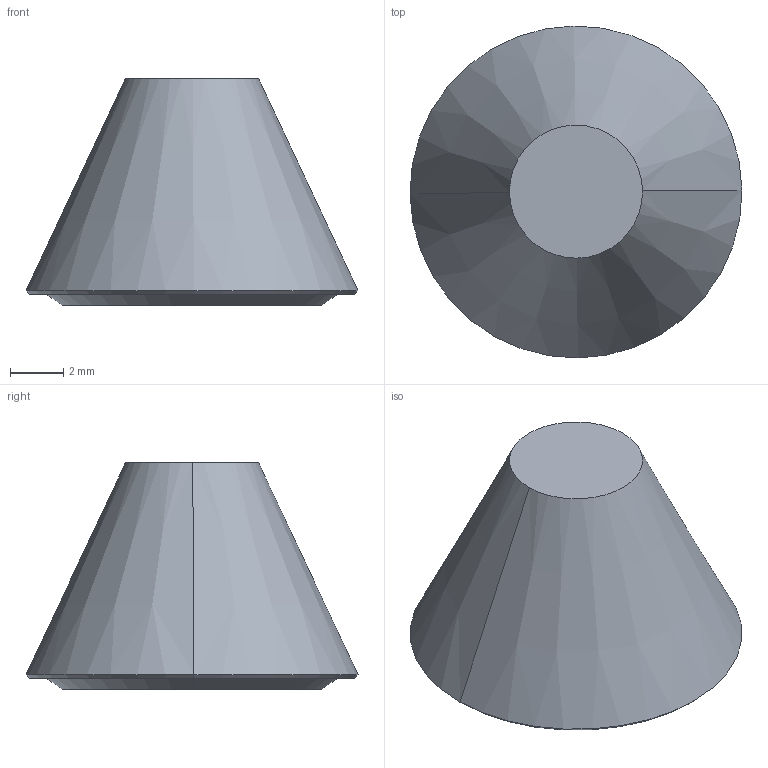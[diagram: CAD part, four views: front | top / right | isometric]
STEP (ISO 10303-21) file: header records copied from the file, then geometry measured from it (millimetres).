
FILE_DESCRIPTION(('FreeCAD Model'),'2;1');
FILE_NAME('Open CASCADE Shape Model','2024-12-02T16:28:17',('Author'),( ''),'Open CASCADE STEP processor 7.6','FreeCAD','Unknown');
FILE_SCHEMA(('AUTOMOTIVE_DESIGN { 1 0 10303 214 1 1 1 1 }'));
Length unit declared in the file: millimetre
Products named in the file (1): Cut
Bounding box: 12.47 x 12.47 x 8.5 mm (x, y, z)
Volume: 542.1 mm3; surface area: 424.7 mm2
Topology: 1 solids, 1 shells, 56 faces, 145 edges, 96 vertices
Faces by surface type: extrusion 27, plane 23, cone 6
Entity records: 3972 total; most frequent: CARTESIAN_POINT 882, DIRECTION 420, VECTOR 336, LINE 309, ORIENTED_EDGE 290, PCURVE 290, DEFINITIONAL_REPRESENTATION 290, EDGE_CURVE 145
